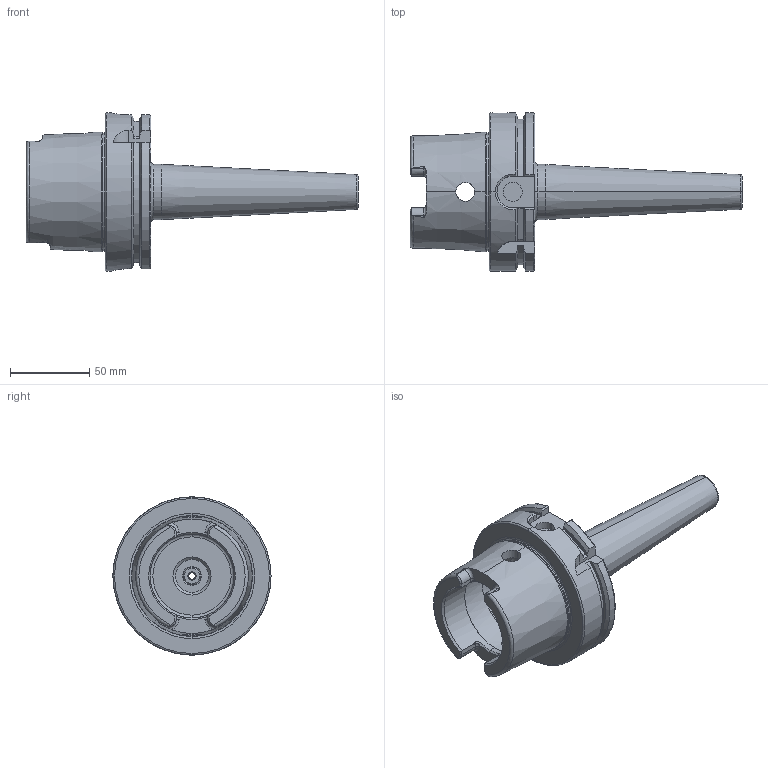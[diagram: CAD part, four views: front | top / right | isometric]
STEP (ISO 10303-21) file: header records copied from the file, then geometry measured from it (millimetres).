
FILE_DESCRIPTION (( 'STEP AP203' ), '1' );
FILE_NAME ('FWA100H-SFS16160.STEP', '2024-09-04T10:05:32', ( '' ), ( '' ), 'SwSTEP 2.0', 'SolidWorks 2024', '' );
FILE_SCHEMA (( 'CONFIG_CONTROL_DESIGN' ));
Length unit declared in the file: millimetre
Products named in the file (4): FWA100H-SFS16160; HSKA100SFS16160WW; SCWM12X1P
Assembly tree (3 placements, depth 3):
  FWA100H-SFS16160
    HSKA100SFS16160WW
      HSKA100SFS16160WW
      SCWM12X1P
Bounding box: 210 x 100 x 100 mm (x, y, z)
Volume: 324081.1 mm3; surface area: 67583.4 mm2
Topology: 2 solids, 2 shells, 205 faces, 497 edges, 300 vertices
Faces by surface type: plane 61, cylinder 58, cone 41, torus 35, bspline 10
Entity records: 7608 total; most frequent: CARTESIAN_POINT 2513, ORIENTED_EDGE 990, DIRECTION 984, EDGE_CURVE 495, AXIS2_PLACEMENT_3D 399, VERTEX_POINT 300, EDGE_LOOP 219, ADVANCED_FACE 205
